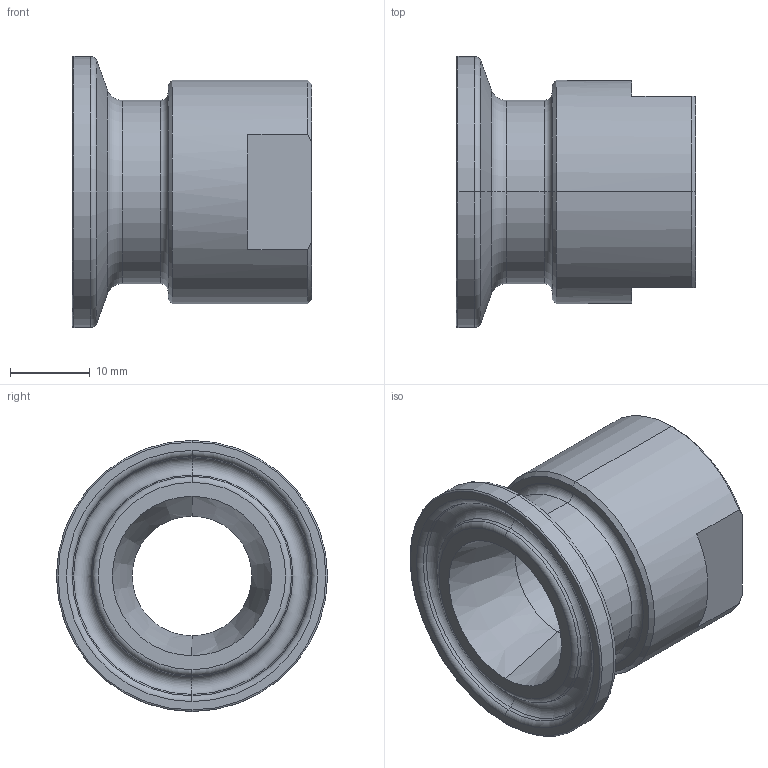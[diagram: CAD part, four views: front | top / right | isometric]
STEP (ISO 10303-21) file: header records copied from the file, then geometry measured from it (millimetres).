
FILE_DESCRIPTION (( 'STEP AP214' ), '1' );
FILE_NAME ('AF.D20.050.STEP', '2020-03-26T16:32:01', ( '' ), ( '' ), 'SwSTEP 2.0', 'SolidWorks 2019', '' );
FILE_SCHEMA (( 'AUTOMOTIVE_DESIGN' ));
Length unit declared in the file: millimetre
Products named in the file (1): AF.D20.050
Bounding box: 30 x 34 x 34 mm (x, y, z)
Volume: 9818 mm3; surface area: 6017.8 mm2
Topology: 1 solids, 1 shells, 51 faces, 108 edges, 63 vertices
Faces by surface type: cone 15, torus 14, cylinder 12, plane 10
Entity records: 1419 total; most frequent: DIRECTION 279, CARTESIAN_POINT 235, ORIENTED_EDGE 216, AXIS2_PLACEMENT_3D 123, EDGE_CURVE 108, CIRCLE 71, VERTEX_POINT 63, EDGE_LOOP 57
